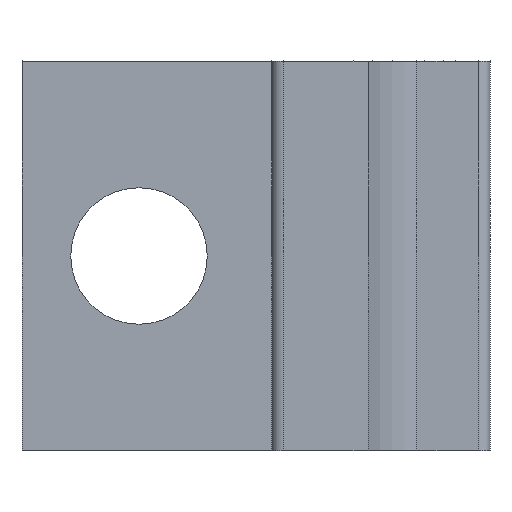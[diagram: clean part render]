
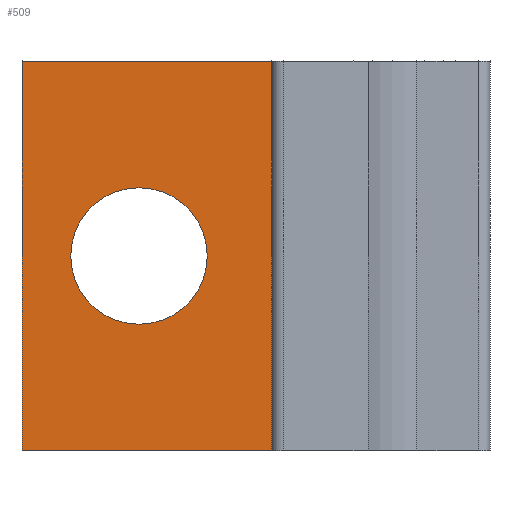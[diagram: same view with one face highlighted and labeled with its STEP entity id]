
A CAD part, front view. The second image highlights one B-rep face of the part: STEP entity #509.
In plain terms, the highlighted planar face has unit normal (0, -1, 0).
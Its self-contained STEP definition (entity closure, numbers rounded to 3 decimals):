
#4 = VERTEX_POINT ( 'NONE', #669 ) ;
#33 = CARTESIAN_POINT ( 'NONE',  ( 0., -2., 0. ) ) ;
#48 = CARTESIAN_POINT ( 'NONE',  ( 8.5, -2., 0. ) ) ;
#60 = LINE ( 'NONE', #363, #930 ) ;
#112 = DIRECTION ( 'NONE',  ( -1., 0., 0. ) ) ;
#114 = EDGE_CURVE ( 'NONE', #480, #843, #60, .T. ) ;
#128 = LINE ( 'NONE', #520, #289 ) ;
#136 = AXIS2_PLACEMENT_3D ( 'NONE', #877, #139, #750 ) ;
#139 = DIRECTION ( 'NONE',  ( 0., 1., 0. ) ) ;
#165 = DIRECTION ( 'NONE',  ( -1., 0., 0. ) ) ;
#191 = VERTEX_POINT ( 'NONE', #922 ) ;
#195 = FACE_BOUND ( 'NONE', #959, .T. ) ;
#202 = ORIENTED_EDGE ( 'NONE', *, *, #760, .T. ) ;
#243 = ORIENTED_EDGE ( 'NONE', *, *, #917, .F. ) ;
#247 = VECTOR ( 'NONE', #969, 1000. ) ;
#277 = DIRECTION ( 'NONE',  ( 0., 1., 0. ) ) ;
#287 = AXIS2_PLACEMENT_3D ( 'NONE', #964, #277, #112 ) ;
#289 = VECTOR ( 'NONE', #825, 1000. ) ;
#341 = DIRECTION ( 'NONE',  ( 0., 0., 1. ) ) ;
#345 = AXIS2_PLACEMENT_3D ( 'NONE', #853, #869, #165 ) ;
#363 = CARTESIAN_POINT ( 'NONE',  ( 6.3, -2., 0. ) ) ;
#377 = EDGE_CURVE ( 'NONE', #623, #191, #694, .T. ) ;
#390 = VERTEX_POINT ( 'NONE', #484 ) ;
#406 = CARTESIAN_POINT ( 'NONE',  ( 3., -2., 6.75 ) ) ;
#410 = ORIENTED_EDGE ( 'NONE', *, *, #377, .T. ) ;
#433 = ORIENTED_EDGE ( 'NONE', *, *, #114, .T. ) ;
#480 = VERTEX_POINT ( 'NONE', #33 ) ;
#484 = CARTESIAN_POINT ( 'NONE',  ( 8.5, -2., 10. ) ) ;
#509 = ADVANCED_FACE ( 'NONE', ( #195, #808 ), #656, .F. ) ;
#520 = CARTESIAN_POINT ( 'NONE',  ( 0., -2., 10. ) ) ;
#523 = ORIENTED_EDGE ( 'NONE', *, *, #645, .T. ) ;
#532 = EDGE_LOOP ( 'NONE', ( #433, #939, #243, #202 ) ) ;
#533 = VECTOR ( 'NONE', #341, 1000. ) ;
#569 = EDGE_CURVE ( 'NONE', #843, #390, #725, .T. ) ;
#584 = CARTESIAN_POINT ( 'NONE',  ( 6.3, -2., 10. ) ) ;
#590 = LINE ( 'NONE', #584, #247 ) ;
#623 = VERTEX_POINT ( 'NONE', #406 ) ;
#645 = EDGE_CURVE ( 'NONE', #191, #623, #678, .T. ) ;
#656 = PLANE ( 'NONE',  #287 ) ;
#669 = CARTESIAN_POINT ( 'NONE',  ( 0., -2., 10. ) ) ;
#678 = CIRCLE ( 'NONE', #136, 1.75 ) ;
#694 = CIRCLE ( 'NONE', #345, 1.75 ) ;
#725 = LINE ( 'NONE', #882, #533 ) ;
#750 = DIRECTION ( 'NONE',  ( -1., 0., 0. ) ) ;
#760 = EDGE_CURVE ( 'NONE', #4, #480, #128, .T. ) ;
#808 = FACE_OUTER_BOUND ( 'NONE', #532, .T. ) ;
#825 = DIRECTION ( 'NONE',  ( 0., 0., -1. ) ) ;
#843 = VERTEX_POINT ( 'NONE', #48 ) ;
#853 = CARTESIAN_POINT ( 'NONE',  ( 3., -2., 5. ) ) ;
#869 = DIRECTION ( 'NONE',  ( 0., 1., 0. ) ) ;
#877 = CARTESIAN_POINT ( 'NONE',  ( 3., -2., 5. ) ) ;
#882 = CARTESIAN_POINT ( 'NONE',  ( 8.5, -2., 0. ) ) ;
#917 = EDGE_CURVE ( 'NONE', #4, #390, #590, .T. ) ;
#922 = CARTESIAN_POINT ( 'NONE',  ( 3., -2., 3.25 ) ) ;
#930 = VECTOR ( 'NONE', #960, 1000. ) ;
#939 = ORIENTED_EDGE ( 'NONE', *, *, #569, .T. ) ;
#959 = EDGE_LOOP ( 'NONE', ( #410, #523 ) ) ;
#960 = DIRECTION ( 'NONE',  ( 1., 0., 0. ) ) ;
#964 = CARTESIAN_POINT ( 'NONE',  ( 6.3, -2., 10. ) ) ;
#969 = DIRECTION ( 'NONE',  ( 1., 0., 0. ) ) ;
